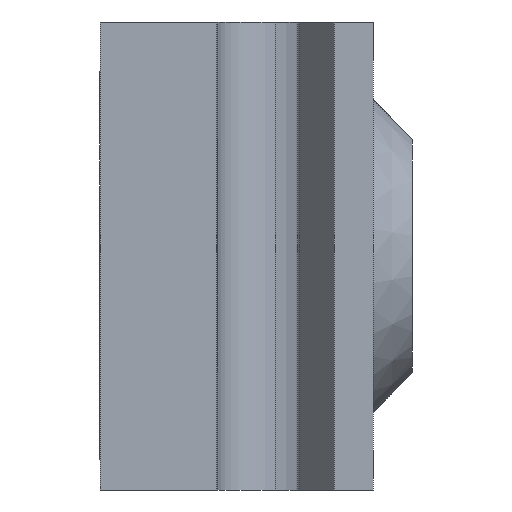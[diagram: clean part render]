
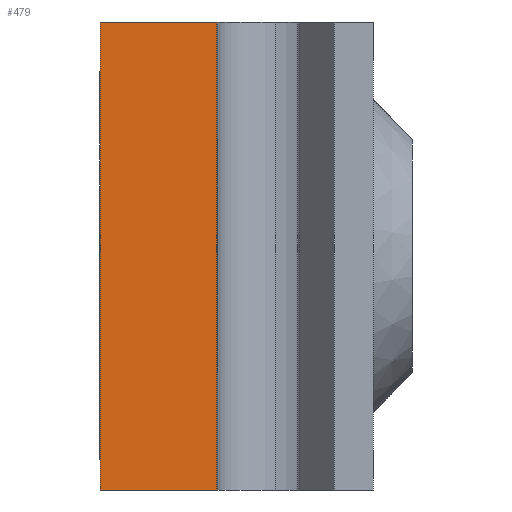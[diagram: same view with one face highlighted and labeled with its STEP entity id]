
A CAD part, left-side view. The second image highlights one B-rep face of the part: STEP entity #479.
In plain terms, the highlighted planar face has unit normal (-1, 0, 0).
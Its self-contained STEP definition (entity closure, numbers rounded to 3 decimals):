
#3 = CARTESIAN_POINT ( 'NONE',  ( -35., 7., -6. ) ) ;
#16 = EDGE_CURVE ( 'NONE', #29, #829, #1250, .T. ) ;
#29 = VERTEX_POINT ( 'NONE', #511 ) ;
#59 = EDGE_LOOP ( 'NONE', ( #904, #88, #627, #809 ) ) ;
#79 = DIRECTION ( 'NONE',  ( 0., 0., -1. ) ) ;
#88 = ORIENTED_EDGE ( 'NONE', *, *, #16, .F. ) ;
#157 = EDGE_CURVE ( 'NONE', #976, #829, #767, .T. ) ;
#268 = LINE ( 'NONE', #676, #1101 ) ;
#396 = CARTESIAN_POINT ( 'NONE',  ( -35., 7., 6. ) ) ;
#412 = DIRECTION ( 'NONE',  ( 0., 0., -1. ) ) ;
#479 = ADVANCED_FACE ( 'NONE', ( #500 ), #901, .F. ) ;
#500 = FACE_OUTER_BOUND ( 'NONE', #59, .T. ) ;
#502 = CARTESIAN_POINT ( 'NONE',  ( -35., 4., 6. ) ) ;
#509 = CARTESIAN_POINT ( 'NONE',  ( -35., 7., 6. ) ) ;
#511 = CARTESIAN_POINT ( 'NONE',  ( -35., 4., 6. ) ) ;
#608 = DIRECTION ( 'NONE',  ( 1., 0., 0. ) ) ;
#621 = EDGE_CURVE ( 'NONE', #1061, #29, #751, .T. ) ;
#627 = ORIENTED_EDGE ( 'NONE', *, *, #621, .F. ) ;
#657 = VECTOR ( 'NONE', #412, 1000. ) ;
#676 = CARTESIAN_POINT ( 'NONE',  ( -35., 7., 6. ) ) ;
#687 = VECTOR ( 'NONE', #1020, 1000. ) ;
#734 = VECTOR ( 'NONE', #1025, 1000. ) ;
#751 = LINE ( 'NONE', #1116, #734 ) ;
#752 = CARTESIAN_POINT ( 'NONE',  ( -35., 4., -6. ) ) ;
#767 = LINE ( 'NONE', #1126, #687 ) ;
#805 = AXIS2_PLACEMENT_3D ( 'NONE', #509, #608, #1196 ) ;
#809 = ORIENTED_EDGE ( 'NONE', *, *, #865, .T. ) ;
#829 = VERTEX_POINT ( 'NONE', #752 ) ;
#865 = EDGE_CURVE ( 'NONE', #1061, #976, #268, .T. ) ;
#901 = PLANE ( 'NONE',  #805 ) ;
#904 = ORIENTED_EDGE ( 'NONE', *, *, #157, .T. ) ;
#976 = VERTEX_POINT ( 'NONE', #3 ) ;
#1020 = DIRECTION ( 'NONE',  ( 0., -1., 0. ) ) ;
#1025 = DIRECTION ( 'NONE',  ( 0., -1., 0. ) ) ;
#1061 = VERTEX_POINT ( 'NONE', #396 ) ;
#1101 = VECTOR ( 'NONE', #79, 1000. ) ;
#1116 = CARTESIAN_POINT ( 'NONE',  ( -35., 7., 6. ) ) ;
#1126 = CARTESIAN_POINT ( 'NONE',  ( -35., 7., -6. ) ) ;
#1196 = DIRECTION ( 'NONE',  ( 0., 0., -1. ) ) ;
#1250 = LINE ( 'NONE', #502, #657 ) ;
